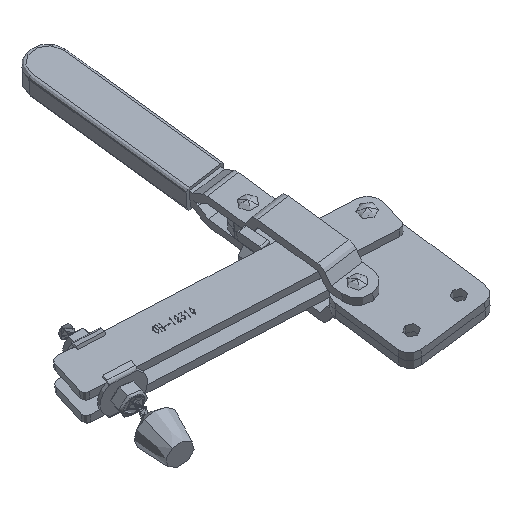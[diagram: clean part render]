
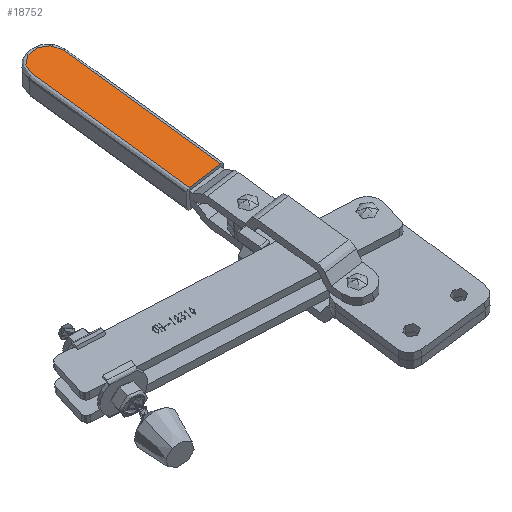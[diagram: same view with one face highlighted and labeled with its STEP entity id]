
A CAD part, isometric view. The second image highlights one B-rep face of the part: STEP entity #18752.
In plain terms, the highlighted face is planar.
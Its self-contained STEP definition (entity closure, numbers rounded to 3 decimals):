
#251 = CARTESIAN_POINT ( 'NONE',  ( 110.393, 22.876, 14. ) ) ;
#407 = EDGE_LOOP ( 'NONE', ( #1410, #5992, #26051, #18153 ) ) ;
#539 = VERTEX_POINT ( 'NONE', #251 ) ;
#1410 = ORIENTED_EDGE ( 'NONE', *, *, #11638, .T. ) ;
#2069 = VECTOR ( 'NONE', #8171, 1000. ) ;
#4072 = CARTESIAN_POINT ( 'NONE',  ( 13.893, 22.876, 14. ) ) ;
#4829 = VERTEX_POINT ( 'NONE', #15809 ) ;
#5992 = ORIENTED_EDGE ( 'NONE', *, *, #8047, .T. ) ;
#7194 = DIRECTION ( 'NONE',  ( 1., 0., 0. ) ) ;
#7547 = DIRECTION ( 'NONE',  ( 0., 1., 0. ) ) ;
#7612 = VECTOR ( 'NONE', #7194, 1000. ) ;
#8047 = EDGE_CURVE ( 'NONE', #539, #4829, #17643, .T. ) ;
#8171 = DIRECTION ( 'NONE',  ( -1., 0., 0. ) ) ;
#10179 = DIRECTION ( 'NONE',  ( 0., 0., 1. ) ) ;
#10956 = DIRECTION ( 'NONE',  ( 1., 0., 0. ) ) ;
#11638 = EDGE_CURVE ( 'NONE', #17690, #539, #25371, .T. ) ;
#11643 = AXIS2_PLACEMENT_3D ( 'NONE', #22360, #10179, #24404 ) ;
#12988 = LINE ( 'NONE', #19384, #7612 ) ;
#13452 = CIRCLE ( 'NONE', #11643, 9.5 ) ;
#14439 = VERTEX_POINT ( 'NONE', #20737 ) ;
#14519 = VECTOR ( 'NONE', #7547, 1000. ) ;
#15809 = CARTESIAN_POINT ( 'NONE',  ( 13.893, 22.876, 14. ) ) ;
#16239 = EDGE_CURVE ( 'NONE', #4829, #14439, #13452, .T. ) ;
#17548 = FACE_OUTER_BOUND ( 'NONE', #407, .T. ) ;
#17643 = LINE ( 'NONE', #4072, #2069 ) ;
#17690 = VERTEX_POINT ( 'NONE', #21696 ) ;
#18153 = ORIENTED_EDGE ( 'NONE', *, *, #24262, .T. ) ;
#18752 = ADVANCED_FACE ( 'NONE', ( #17548 ), #19025, .T. ) ;
#19025 = PLANE ( 'NONE',  #24236 ) ;
#19384 = CARTESIAN_POINT ( 'NONE',  ( 13.893, 3.876, 14. ) ) ;
#20737 = CARTESIAN_POINT ( 'NONE',  ( 13.893, 3.876, 14. ) ) ;
#20982 = CARTESIAN_POINT ( 'NONE',  ( 13.893, 13.376, 14. ) ) ;
#21696 = CARTESIAN_POINT ( 'NONE',  ( 110.393, 3.876, 14. ) ) ;
#21795 = CARTESIAN_POINT ( 'NONE',  ( 110.393, 1.876, 14. ) ) ;
#22360 = CARTESIAN_POINT ( 'NONE',  ( 13.893, 13.376, 14. ) ) ;
#23132 = DIRECTION ( 'NONE',  ( 0., 0., 1. ) ) ;
#24236 = AXIS2_PLACEMENT_3D ( 'NONE', #20982, #23132, #10956 ) ;
#24262 = EDGE_CURVE ( 'NONE', #14439, #17690, #12988, .T. ) ;
#24404 = DIRECTION ( 'NONE',  ( 1., 0., 0. ) ) ;
#25371 = LINE ( 'NONE', #21795, #14519 ) ;
#26051 = ORIENTED_EDGE ( 'NONE', *, *, #16239, .T. ) ;
